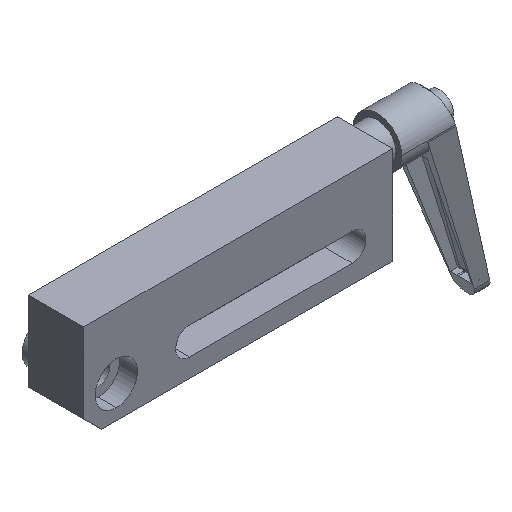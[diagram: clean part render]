
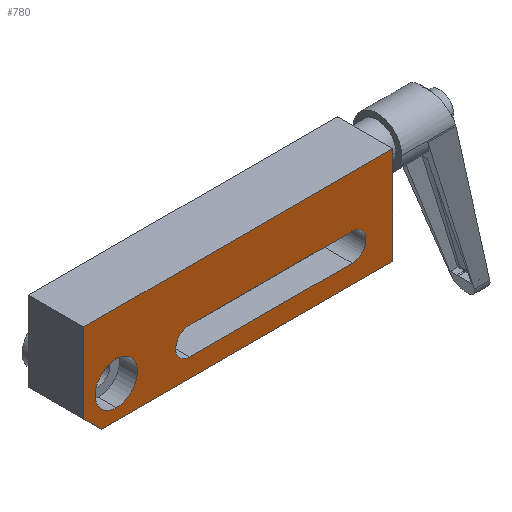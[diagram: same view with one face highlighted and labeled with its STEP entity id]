
A CAD part, isometric view. The second image highlights one B-rep face of the part: STEP entity #780.
In plain terms, the highlighted planar face has unit normal (0, -1, 0).
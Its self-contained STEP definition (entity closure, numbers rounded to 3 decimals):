
#21 = VERTEX_POINT ( 'NONE', #531 ) ;
#28 = CARTESIAN_POINT ( 'NONE',  ( 190., 0., -20. ) ) ;
#42 = CARTESIAN_POINT ( 'NONE',  ( 165., 0., 0. ) ) ;
#58 = EDGE_CURVE ( 'NONE', #1133, #1602, #334, .T. ) ;
#65 = CARTESIAN_POINT ( 'NONE',  ( 20., 0., -13. ) ) ;
#68 = CARTESIAN_POINT ( 'NONE',  ( 65., 0., 0. ) ) ;
#111 = ORIENTED_EDGE ( 'NONE', *, *, #1616, .T. ) ;
#115 = CARTESIAN_POINT ( 'NONE',  ( 165., 0., -8.5 ) ) ;
#162 = ORIENTED_EDGE ( 'NONE', *, *, #1758, .T. ) ;
#237 = EDGE_LOOP ( 'NONE', ( #652, #1695 ) ) ;
#257 = DIRECTION ( 'NONE',  ( 0., 0., -1. ) ) ;
#276 = DIRECTION ( 'NONE',  ( 0., 1., 0. ) ) ;
#277 = VECTOR ( 'NONE', #963, 1000. ) ;
#334 = LINE ( 'NONE', #1852, #352 ) ;
#349 = VERTEX_POINT ( 'NONE', #115 ) ;
#352 = VECTOR ( 'NONE', #1117, 1000. ) ;
#363 = DIRECTION ( 'NONE',  ( 0., 1., 0. ) ) ;
#375 = CARTESIAN_POINT ( 'NONE',  ( 0., 0., -9. ) ) ;
#404 = LINE ( 'NONE', #817, #277 ) ;
#440 = EDGE_CURVE ( 'NONE', #614, #1367, #1096, .T. ) ;
#464 = ORIENTED_EDGE ( 'NONE', *, *, #2159, .F. ) ;
#479 = VECTOR ( 'NONE', #1860, 1000. ) ;
#518 = CARTESIAN_POINT ( 'NONE',  ( 20., 0., 0. ) ) ;
#531 = CARTESIAN_POINT ( 'NONE',  ( 65., 0., 8.5 ) ) ;
#550 = ORIENTED_EDGE ( 'NONE', *, *, #440, .F. ) ;
#576 = LINE ( 'NONE', #28, #1778 ) ;
#614 = VERTEX_POINT ( 'NONE', #848 ) ;
#620 = DIRECTION ( 'NONE',  ( 0., -1., 0. ) ) ;
#650 = ORIENTED_EDGE ( 'NONE', *, *, #1678, .F. ) ;
#652 = ORIENTED_EDGE ( 'NONE', *, *, #1243, .T. ) ;
#679 = CARTESIAN_POINT ( 'NONE',  ( 20., 0., 13. ) ) ;
#707 = AXIS2_PLACEMENT_3D ( 'NONE', #2067, #363, #1159 ) ;
#733 = DIRECTION ( 'NONE',  ( 1., 0., 0. ) ) ;
#755 = VERTEX_POINT ( 'NONE', #2145 ) ;
#768 = ORIENTED_EDGE ( 'NONE', *, *, #804, .T. ) ;
#780 = ADVANCED_FACE ( 'NONE', ( #1363, #1178, #1766 ), #2133, .T. ) ;
#804 = EDGE_CURVE ( 'NONE', #1379, #21, #1539, .T. ) ;
#810 = DIRECTION ( 'NONE',  ( 0., 0., 1. ) ) ;
#817 = CARTESIAN_POINT ( 'NONE',  ( 0., 0., 0. ) ) ;
#836 = CARTESIAN_POINT ( 'NONE',  ( 0., 0., 0. ) ) ;
#848 = CARTESIAN_POINT ( 'NONE',  ( 11., 0., -20. ) ) ;
#890 = CARTESIAN_POINT ( 'NONE',  ( 65., 0., 8.5 ) ) ;
#906 = VECTOR ( 'NONE', #733, 1000. ) ;
#909 = AXIS2_PLACEMENT_3D ( 'NONE', #836, #620, #257 ) ;
#963 = DIRECTION ( 'NONE',  ( 0., 0., 1. ) ) ;
#973 = DIRECTION ( 'NONE',  ( 0., 0., -1. ) ) ;
#977 = LINE ( 'NONE', #2346, #2228 ) ;
#1073 = VERTEX_POINT ( 'NONE', #679 ) ;
#1080 = DIRECTION ( 'NONE',  ( 0., 1., 0. ) ) ;
#1082 = CARTESIAN_POINT ( 'NONE',  ( 190., 0., 40. ) ) ;
#1096 = LINE ( 'NONE', #375, #479 ) ;
#1103 = CARTESIAN_POINT ( 'NONE',  ( 65., 0., -8.5 ) ) ;
#1117 = DIRECTION ( 'NONE',  ( 1., 0., 0. ) ) ;
#1133 = VERTEX_POINT ( 'NONE', #1414 ) ;
#1159 = DIRECTION ( 'NONE',  ( 0., 0., 1. ) ) ;
#1178 = FACE_OUTER_BOUND ( 'NONE', #1282, .T. ) ;
#1222 = CIRCLE ( 'NONE', #2420, 8.5 ) ;
#1243 = EDGE_CURVE ( 'NONE', #2218, #1073, #1703, .T. ) ;
#1282 = EDGE_LOOP ( 'NONE', ( #2283, #1808, #550, #464, #650 ) ) ;
#1333 = VERTEX_POINT ( 'NONE', #2442 ) ;
#1363 = FACE_BOUND ( 'NONE', #2082, .T. ) ;
#1367 = VERTEX_POINT ( 'NONE', #1910 ) ;
#1379 = VERTEX_POINT ( 'NONE', #1103 ) ;
#1414 = CARTESIAN_POINT ( 'NONE',  ( 0., 0., 40. ) ) ;
#1539 = CIRCLE ( 'NONE', #1899, 8.5 ) ;
#1555 = DIRECTION ( 'NONE',  ( 0., 0., 1. ) ) ;
#1602 = VERTEX_POINT ( 'NONE', #1082 ) ;
#1612 = DIRECTION ( 'NONE',  ( -1., 0., 0. ) ) ;
#1616 = EDGE_CURVE ( 'NONE', #349, #1379, #1827, .T. ) ;
#1678 = EDGE_CURVE ( 'NONE', #1602, #1333, #576, .T. ) ;
#1695 = ORIENTED_EDGE ( 'NONE', *, *, #2447, .T. ) ;
#1703 = CIRCLE ( 'NONE', #707, 13. ) ;
#1744 = DIRECTION ( 'NONE',  ( 0., 1., 0. ) ) ;
#1758 = EDGE_CURVE ( 'NONE', #755, #349, #1222, .T. ) ;
#1766 = FACE_BOUND ( 'NONE', #237, .T. ) ;
#1778 = VECTOR ( 'NONE', #973, 1000. ) ;
#1780 = VECTOR ( 'NONE', #1612, 1000. ) ;
#1808 = ORIENTED_EDGE ( 'NONE', *, *, #2175, .F. ) ;
#1827 = LINE ( 'NONE', #2194, #1780 ) ;
#1852 = CARTESIAN_POINT ( 'NONE',  ( 190., 0., 40. ) ) ;
#1860 = DIRECTION ( 'NONE',  ( -0.707, 0., 0.707 ) ) ;
#1899 = AXIS2_PLACEMENT_3D ( 'NONE', #68, #276, #810 ) ;
#1910 = CARTESIAN_POINT ( 'NONE',  ( 0., 0., -9. ) ) ;
#2023 = AXIS2_PLACEMENT_3D ( 'NONE', #518, #1080, #2215 ) ;
#2067 = CARTESIAN_POINT ( 'NONE',  ( 20., 0., 0. ) ) ;
#2082 = EDGE_LOOP ( 'NONE', ( #111, #768, #2436, #162 ) ) ;
#2133 = PLANE ( 'NONE',  #909 ) ;
#2139 = DIRECTION ( 'NONE',  ( -1., 0., 0. ) ) ;
#2145 = CARTESIAN_POINT ( 'NONE',  ( 165., 0., 8.5 ) ) ;
#2148 = CIRCLE ( 'NONE', #2023, 13. ) ;
#2159 = EDGE_CURVE ( 'NONE', #1333, #614, #977, .T. ) ;
#2175 = EDGE_CURVE ( 'NONE', #1367, #1133, #404, .T. ) ;
#2194 = CARTESIAN_POINT ( 'NONE',  ( 65., 0., -8.5 ) ) ;
#2215 = DIRECTION ( 'NONE',  ( 0., 0., 1. ) ) ;
#2218 = VERTEX_POINT ( 'NONE', #65 ) ;
#2228 = VECTOR ( 'NONE', #2139, 1000. ) ;
#2230 = LINE ( 'NONE', #890, #906 ) ;
#2283 = ORIENTED_EDGE ( 'NONE', *, *, #58, .F. ) ;
#2346 = CARTESIAN_POINT ( 'NONE',  ( 11., 0., -20. ) ) ;
#2413 = EDGE_CURVE ( 'NONE', #21, #755, #2230, .T. ) ;
#2420 = AXIS2_PLACEMENT_3D ( 'NONE', #42, #1744, #1555 ) ;
#2436 = ORIENTED_EDGE ( 'NONE', *, *, #2413, .T. ) ;
#2442 = CARTESIAN_POINT ( 'NONE',  ( 190., 0., -20. ) ) ;
#2447 = EDGE_CURVE ( 'NONE', #1073, #2218, #2148, .T. ) ;
